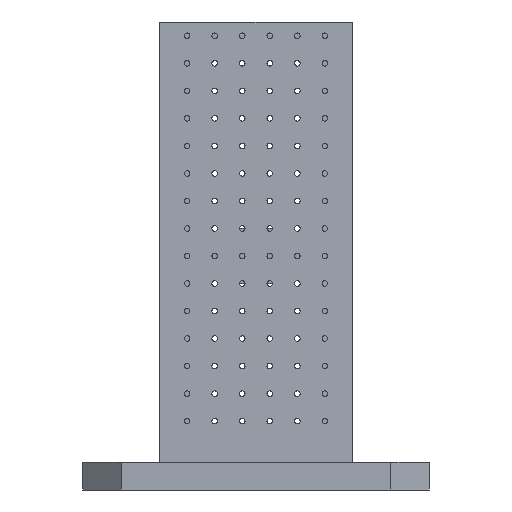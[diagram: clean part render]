
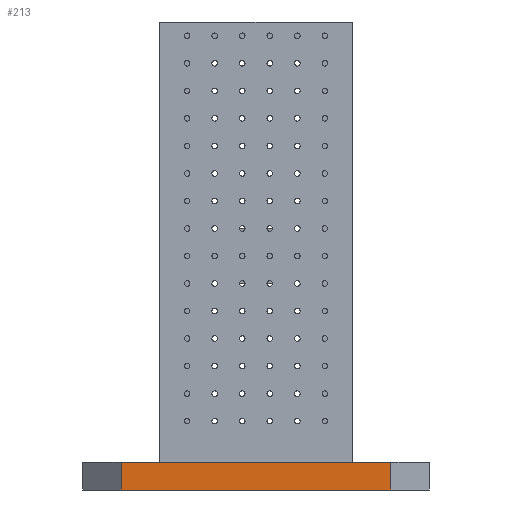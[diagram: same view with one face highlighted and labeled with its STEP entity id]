
A CAD part, left-side view. The second image highlights one B-rep face of the part: STEP entity #213.
In plain terms, the highlighted planar face has unit normal (-1, 0, 0).
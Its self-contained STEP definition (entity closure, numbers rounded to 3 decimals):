
#213 = ADVANCED_FACE( '', ( #1740 ), #1741, .F. );
#1740 = FACE_OUTER_BOUND( '', #4547, .T. );
#1741 = PLANE( '', #4548 );
#4547 = EDGE_LOOP( '', ( #8407, #8408, #8409, #8410 ) );
#4548 = AXIS2_PLACEMENT_3D( '', #8411, #8412, #8413 );
#8407 = ORIENTED_EDGE( '', *, *, #14120, .F. );
#8408 = ORIENTED_EDGE( '', *, *, #13452, .T. );
#8409 = ORIENTED_EDGE( '', *, *, #14256, .T. );
#8410 = ORIENTED_EDGE( '', *, *, #13166, .T. );
#8411 = CARTESIAN_POINT( '', ( -315., 315., 50. ) );
#8412 = DIRECTION( '', ( 1., 0., 0. ) );
#8413 = DIRECTION( '', ( 0., 1., 0. ) );
#13166 = EDGE_CURVE( '', #15011, #15008, #15012, .T. );
#13452 = EDGE_CURVE( '', #15529, #15533, #15535, .T. );
#14120 = EDGE_CURVE( '', #15529, #15008, #16758, .T. );
#14256 = EDGE_CURVE( '', #15533, #15011, #17024, .T. );
#15008 = VERTEX_POINT( '', #18158 );
#15011 = VERTEX_POINT( '', #18162 );
#15012 = LINE( '', #18163, #18164 );
#15529 = VERTEX_POINT( '', #19105 );
#15533 = VERTEX_POINT( '', #19111 );
#15535 = LINE( '', #19114, #19115 );
#16758 = LINE( '', #21325, #21326 );
#17024 = LINE( '', #21610, #21611 );
#18158 = CARTESIAN_POINT( '', ( -315., -245., 50. ) );
#18162 = CARTESIAN_POINT( '', ( -315., -245., 0. ) );
#18163 = CARTESIAN_POINT( '', ( -315., -245., 50. ) );
#18164 = VECTOR( '', #22968, 1000. );
#19105 = CARTESIAN_POINT( '', ( -315., 245., 50. ) );
#19111 = CARTESIAN_POINT( '', ( -315., 245., 0. ) );
#19114 = CARTESIAN_POINT( '', ( -315., 245., 50. ) );
#19115 = VECTOR( '', #23507, 1000. );
#21325 = CARTESIAN_POINT( '', ( -315., 315., 50. ) );
#21326 = VECTOR( '', #24958, 1000. );
#21610 = CARTESIAN_POINT( '', ( -315., 315., 0. ) );
#21611 = VECTOR( '', #25328, 1000. );
#22968 = DIRECTION( '', ( 0., 0., 1. ) );
#23507 = DIRECTION( '', ( 0., 0., -1. ) );
#24958 = DIRECTION( '', ( 0., -1., 0. ) );
#25328 = DIRECTION( '', ( 0., -1., 0. ) );
